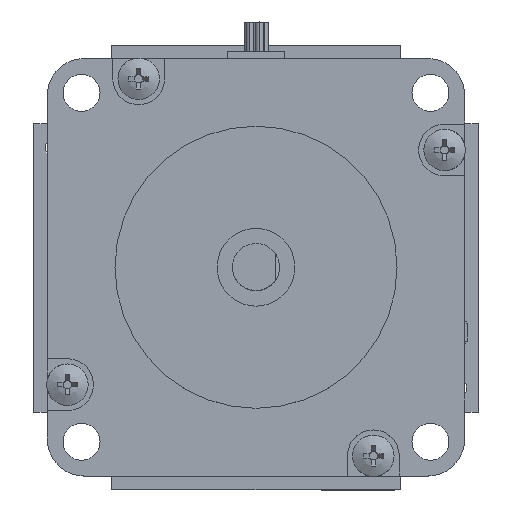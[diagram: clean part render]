
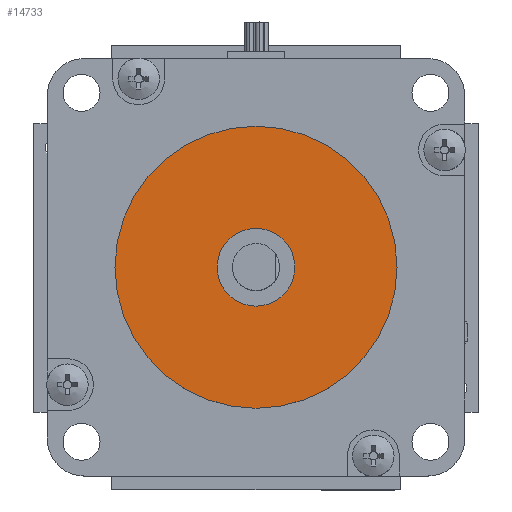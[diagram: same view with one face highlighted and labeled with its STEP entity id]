
A CAD part, top view. The second image highlights one B-rep face of the part: STEP entity #14733.
In plain terms, the highlighted planar face has unit normal (0, 0, 1).
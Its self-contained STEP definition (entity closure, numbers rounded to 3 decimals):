
#4220 = CIRCLE ( 'NONE', #11120, 19.05 ) ;
#4451 = CARTESIAN_POINT ( 'NONE',  ( 0., 0., 42.6 ) ) ;
#5537 = AXIS2_PLACEMENT_3D ( 'NONE', #11187, #42652, #15692 ) ;
#7408 = CARTESIAN_POINT ( 'NONE',  ( 0., 0., 42.6 ) ) ;
#8328 = EDGE_LOOP ( 'NONE', ( #28935, #14640 ) ) ;
#8435 = ORIENTED_EDGE ( 'NONE', *, *, #32199, .T. ) ;
#8991 = DIRECTION ( 'NONE',  ( -1., 0., 0. ) ) ;
#9520 = AXIS2_PLACEMENT_3D ( 'NONE', #26389, #57794, #30889 ) ;
#11120 = AXIS2_PLACEMENT_3D ( 'NONE', #16610, #48067, #21123 ) ;
#11187 = CARTESIAN_POINT ( 'NONE',  ( 0., 0., 42.6 ) ) ;
#11912 = DIRECTION ( 'NONE',  ( -1., 0., 0. ) ) ;
#12853 = CARTESIAN_POINT ( 'NONE',  ( -19.05, 0., 42.6 ) ) ;
#14119 = VERTEX_POINT ( 'NONE', #12853 ) ;
#14640 = ORIENTED_EDGE ( 'NONE', *, *, #38145, .F. ) ;
#14733 = ADVANCED_FACE ( 'NONE', ( #49744, #25846 ), #39741, .T. ) ;
#15692 = DIRECTION ( 'NONE',  ( 1., 0., 0. ) ) ;
#15827 = AXIS2_PLACEMENT_3D ( 'NONE', #4451, #35932, #8991 ) ;
#16483 = ORIENTED_EDGE ( 'NONE', *, *, #30872, .T. ) ;
#16610 = CARTESIAN_POINT ( 'NONE',  ( 0., 0., 42.6 ) ) ;
#21123 = DIRECTION ( 'NONE',  ( 1., 0., 0. ) ) ;
#24857 = CARTESIAN_POINT ( 'NONE',  ( 5.25, 0., 42.6 ) ) ;
#25846 = FACE_OUTER_BOUND ( 'NONE', #8328, .T. ) ;
#26389 = CARTESIAN_POINT ( 'NONE',  ( 0., 0., 42.6 ) ) ;
#26803 = CIRCLE ( 'NONE', #5537, 19.05 ) ;
#27051 = AXIS2_PLACEMENT_3D ( 'NONE', #7408, #38853, #11912 ) ;
#28935 = ORIENTED_EDGE ( 'NONE', *, *, #45279, .F. ) ;
#30872 = EDGE_CURVE ( 'NONE', #40181, #42151, #31956, .T. ) ;
#30889 = DIRECTION ( 'NONE',  ( 1., 0., 0. ) ) ;
#31848 = CARTESIAN_POINT ( 'NONE',  ( 19.05, 0., 42.6 ) ) ;
#31956 = CIRCLE ( 'NONE', #27051, 5.25 ) ;
#32199 = EDGE_CURVE ( 'NONE', #42151, #40181, #37331, .T. ) ;
#35932 = DIRECTION ( 'NONE',  ( 0., 0., -1. ) ) ;
#37331 = CIRCLE ( 'NONE', #15827, 5.25 ) ;
#38145 = EDGE_CURVE ( 'NONE', #14119, #47435, #4220, .T. ) ;
#38853 = DIRECTION ( 'NONE',  ( 0., 0., -1. ) ) ;
#39741 = PLANE ( 'NONE',  #9520 ) ;
#40181 = VERTEX_POINT ( 'NONE', #24857 ) ;
#42135 = EDGE_LOOP ( 'NONE', ( #8435, #16483 ) ) ;
#42151 = VERTEX_POINT ( 'NONE', #55588 ) ;
#42652 = DIRECTION ( 'NONE',  ( 0., 0., -1. ) ) ;
#45279 = EDGE_CURVE ( 'NONE', #47435, #14119, #26803, .T. ) ;
#47435 = VERTEX_POINT ( 'NONE', #31848 ) ;
#48067 = DIRECTION ( 'NONE',  ( 0., 0., -1. ) ) ;
#49744 = FACE_BOUND ( 'NONE', #42135, .T. ) ;
#55588 = CARTESIAN_POINT ( 'NONE',  ( -5.25, 0., 42.6 ) ) ;
#57794 = DIRECTION ( 'NONE',  ( 0., 0., 1. ) ) ;
